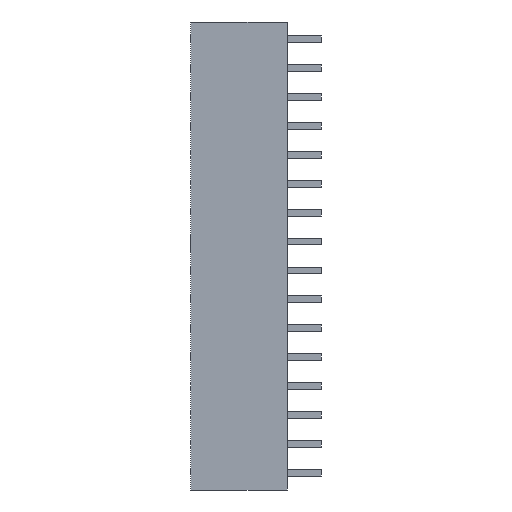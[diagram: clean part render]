
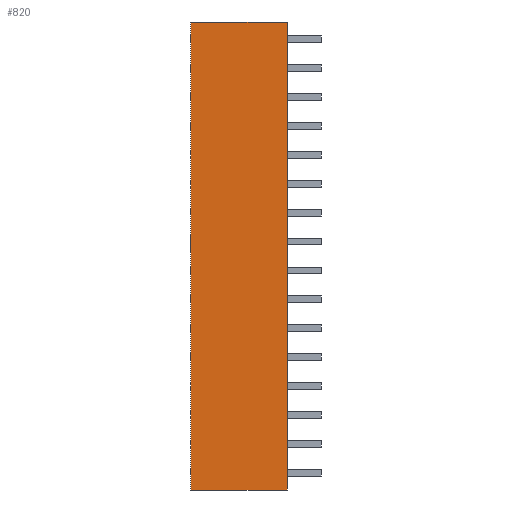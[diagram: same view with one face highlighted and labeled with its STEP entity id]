
A CAD part, left-side view. The second image highlights one B-rep face of the part: STEP entity #820.
In plain terms, the highlighted planar face has unit normal (-1, 0, 0).
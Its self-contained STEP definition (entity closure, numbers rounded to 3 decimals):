
#820=ADVANCED_FACE('',(#2242),#2244,.T.);
#2242=FACE_BOUND('',#2243,.T.);
#2243=EDGE_LOOP('',(#3328,#3329,#3330,#3331));
#2244=PLANE('',#2245);
#2245=AXIS2_PLACEMENT_3D('',#2246,#2247,#2248);
#2246=CARTESIAN_POINT('',(-2.54,0.,-41.14));
#2247=DIRECTION('',(-1.,0.,0.));
#2248=DIRECTION('',(0.,0.,1.));
#3328=ORIENTED_EDGE('',*,*,#3722,.T.);
#3329=ORIENTED_EDGE('',*,*,#3922,.T.);
#3330=ORIENTED_EDGE('',*,*,#3789,.F.);
#3331=ORIENTED_EDGE('',*,*,#3923,.F.);
#3722=EDGE_CURVE('',#4121,#4119,#4122,.T.);
#3789=EDGE_CURVE('',#4253,#4255,#4256,.T.);
#3922=EDGE_CURVE('',#4119,#4255,#4454,.T.);
#3923=EDGE_CURVE('',#4121,#4253,#4455,.T.);
#4119=VERTEX_POINT('',#4781);
#4121=VERTEX_POINT('',#4785);
#4122=LINE('',#4786,#4787);
#4253=VERTEX_POINT('',#5049);
#4255=VERTEX_POINT('',#5053);
#4256=LINE('',#5054,#5055);
#4454=LINE('',#5518,#5519);
#4455=LINE('',#5521,#5522);
#4781=CARTESIAN_POINT('',(-2.54,0.,0.));
#4785=CARTESIAN_POINT('',(-2.54,0.,-41.14));
#4786=CARTESIAN_POINT('',(-2.54,0.,-41.14));
#4787=VECTOR('',#4788,1.);
#4788=DIRECTION('',(0.,0.,1.));
#5049=CARTESIAN_POINT('',(-2.54,8.5,-41.14));
#5053=CARTESIAN_POINT('',(-2.54,8.5,0.));
#5054=CARTESIAN_POINT('',(-2.54,8.5,-41.14));
#5055=VECTOR('',#5056,1.);
#5056=DIRECTION('',(0.,0.,1.));
#5518=CARTESIAN_POINT('',(-2.54,0.,0.));
#5519=VECTOR('',#5520,1.);
#5520=DIRECTION('',(0.,1.,0.));
#5521=CARTESIAN_POINT('',(-2.54,0.,-41.14));
#5522=VECTOR('',#5523,1.);
#5523=DIRECTION('',(0.,1.,0.));
